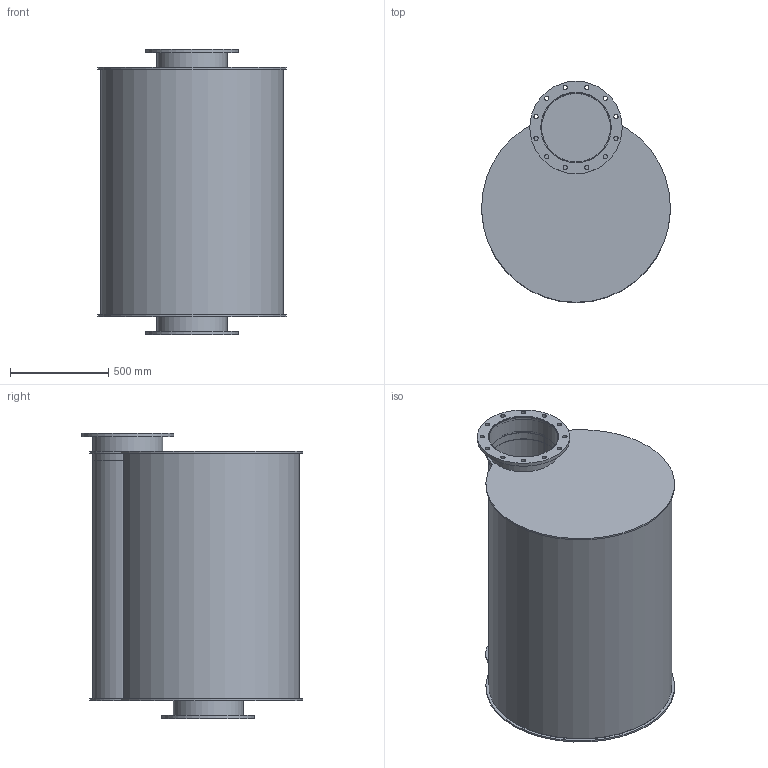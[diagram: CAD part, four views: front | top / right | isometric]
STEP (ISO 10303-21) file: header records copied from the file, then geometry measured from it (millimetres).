
FILE_DESCRIPTION(/* description */ (''),/* implementation_level */ '2;1');
FILE_NAME(/* name */ 'DAD 14.stp',/* time_stamp */ '2015-01-12T12:36:50+01:00',/* author */ ('Tekenkamer'),/* organization */ (''),/* preprocessor_version */ 'ST-DEVELOPER v15.6',/* originating_system */ 'Autodesk Inventor 2015',/* authorisation */ '');
FILE_SCHEMA (('AUTOMOTIVE_DESIGN { 1 0 10303 214 3 1 1 }'));
Length unit declared in the file: millimetre
Products named in the file (1): MAAT3D
Bounding box: 959.48 x 1123 x 1450 mm (x, y, z)
Volume: 31804525 mm3; surface area: 15686535 mm2
Topology: 9 solids, 9 shells, 64 faces, 138 edges, 92 vertices
Faces by surface type: cylinder 46, plane 18
Full cylindrical faces by diameter (mm): 22 x24, 350 x4, 356 x4, 358 x4, 470 x2
Entity records: 1755 total; most frequent: DIRECTION 322, CARTESIAN_POINT 257, ORIENTED_EDGE 200, EDGE_LOOP 166, AXIS2_PLACEMENT_3D 157, FACE_BOUND 102, EDGE_CURVE 100, CIRCLE 92
